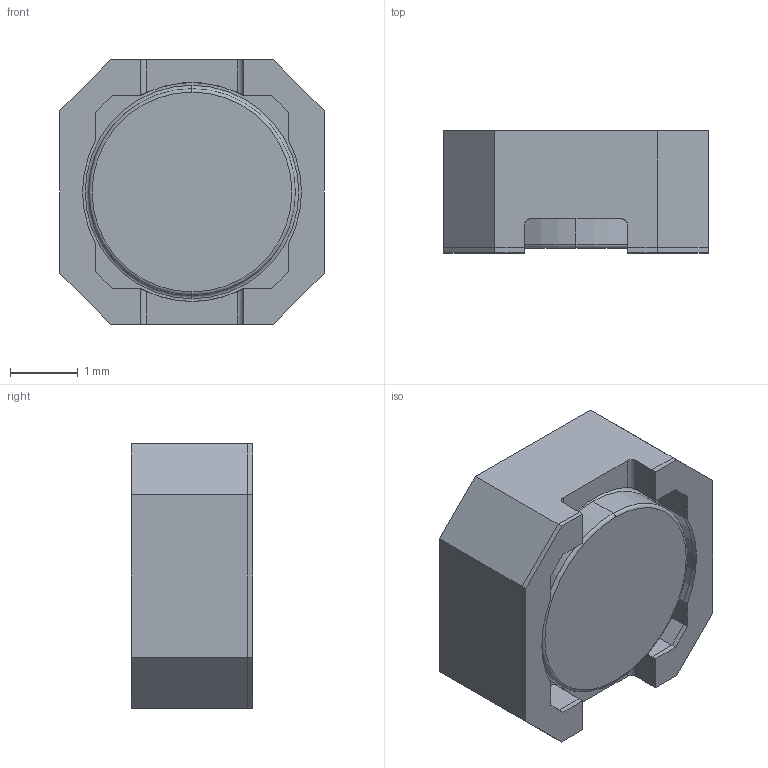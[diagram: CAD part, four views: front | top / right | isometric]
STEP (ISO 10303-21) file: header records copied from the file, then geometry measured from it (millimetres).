
FILE_DESCRIPTION (( 'STEP AP214' ), '1' );
FILE_NAME ('LPS4018-103MRC.STEP', '2025-03-03T16:24:14', ( '' ), ( '' ), 'SwSTEP 2.0', 'SolidWorks 2021', '' );
FILE_SCHEMA (( 'AUTOMOTIVE_DESIGN' ));
Length unit declared in the file: millimetre
Products named in the file (1): LPS4018-103MRC
Bounding box: 3.9 x 1.8 x 3.9 mm (x, y, z)
Volume: 23.3 mm3; surface area: 97.4 mm2
Topology: 5 solids, 5 shells, 103 faces, 265 edges, 174 vertices
Faces by surface type: plane 82, cylinder 17, torus 4
Entity records: 3219 total; most frequent: CARTESIAN_POINT 603, ORIENTED_EDGE 530, DIRECTION 507, EDGE_CURVE 265, LINE 223, VECTOR 223, VERTEX_POINT 174, AXIS2_PLACEMENT_3D 142
